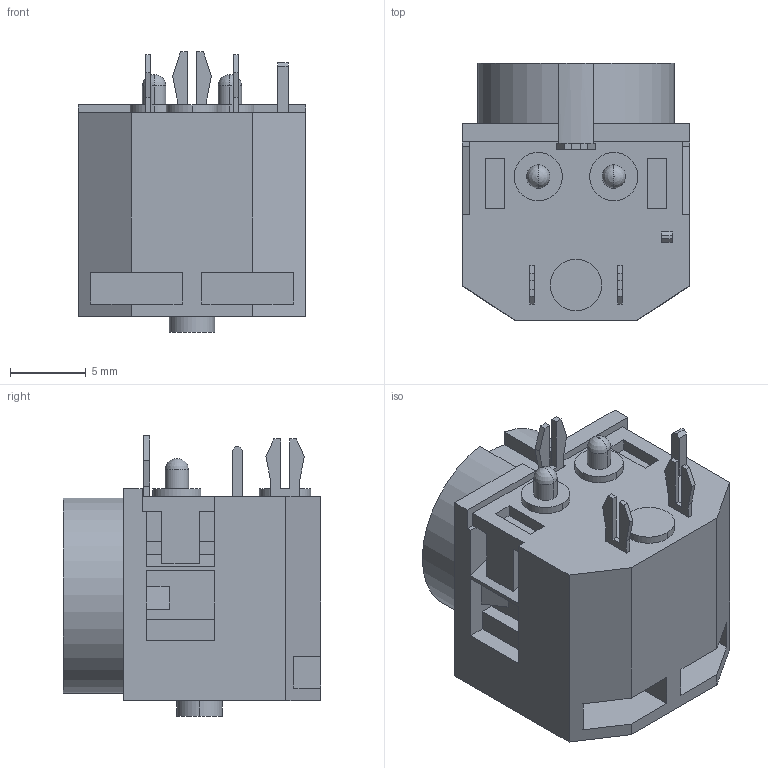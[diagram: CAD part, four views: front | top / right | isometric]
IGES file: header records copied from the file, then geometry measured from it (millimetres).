
Start section:  PTC IGES file: LA-2004-3.igs
Global section: file name: LA-2004-3.igs; native system: Pro/ENGINEER by Parametric Technology Corporation; preprocessor: 2007090; author: Jacky; organization: Unknown; date: 20120723.105417; units: millimetre
Bounding box: 15 x 17 x 18.5 mm (x, y, z)
Surface area: 2347.1 mm2 (no closed solid volume)
Topology: 0 solids, 0 shells, 190 faces, 1004 edges, 1004 vertices
Faces by surface type: bspline 154, revolution 36
